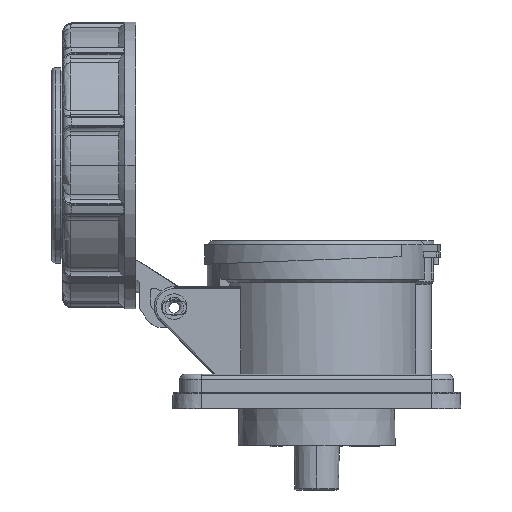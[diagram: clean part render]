
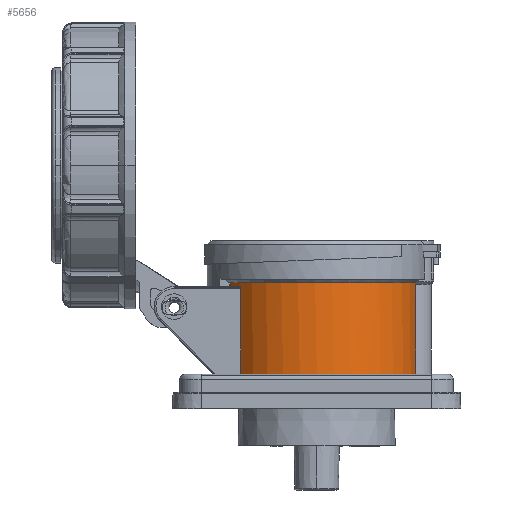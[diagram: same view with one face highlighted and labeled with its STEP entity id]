
A CAD part, left-side view. The second image highlights one B-rep face of the part: STEP entity #5656.
In plain terms, the highlighted cylindrical face has radius 27.65 mm (diameter 55.3 mm), a partial arc.
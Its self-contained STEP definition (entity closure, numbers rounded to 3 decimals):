
#527 = CARTESIAN_POINT ( 'NONE',  ( -18.197, 20.818, 3.608 ) ) ;
#902 = VERTEX_POINT ( 'NONE', #26986 ) ;
#1678 = CARTESIAN_POINT ( 'NONE',  ( -17.941, 21.039, 3.844 ) ) ;
#1801 = LINE ( 'NONE', #33738, #25704 ) ;
#2332 = AXIS2_PLACEMENT_3D ( 'NONE', #18336, #2437, #31366 ) ;
#2437 = DIRECTION ( 'NONE',  ( 0., 0., 1. ) ) ;
#2597 = B_SPLINE_CURVE_WITH_KNOTS ( 'NONE', 3,
 ( #11606, #20559, #17735, #6807, #11427, #14244, #8604, #27490, #22868, #1678, #19386, #14066, #15074, #33606 ),
 .UNSPECIFIED., .F., .F.,
 ( 4, 2, 2, 1, 1, 2, 2, 4 ),
 ( 0.462, 0.596, 0.664, 0.697, 0.714, 0.723, 0.731, 1. ),
 .UNSPECIFIED. ) ;
#2894 = ORIENTED_EDGE ( 'NONE', *, *, #4338, .F. ) ;
#3162 = CARTESIAN_POINT ( 'NONE',  ( -18.222, 20.796, 3.548 ) ) ;
#3258 = DIRECTION ( 'NONE',  ( 0., 0., -1. ) ) ;
#3703 = CARTESIAN_POINT ( 'NONE',  ( -18.104, 20.899, 3.736 ) ) ;
#3791 = LINE ( 'NONE', #11734, #11660 ) ;
#4338 = EDGE_CURVE ( 'NONE', #34349, #29063, #16991, .T. ) ;
#4364 = CARTESIAN_POINT ( 'NONE',  ( -14., 23.844, 4.882 ) ) ;
#4562 = DIRECTION ( 'NONE',  ( 0., 0., 1. ) ) ;
#5295 = ORIENTED_EDGE ( 'NONE', *, *, #19951, .T. ) ;
#5656 = ADVANCED_FACE ( 'NONE', ( #23951 ), #12832, .T. ) ;
#5657 = CARTESIAN_POINT ( 'NONE',  ( -18.115, 20.889, 3.724 ) ) ;
#6807 = CARTESIAN_POINT ( 'NONE',  ( -18.017, 20.974, 3.806 ) ) ;
#6833 = VERTEX_POINT ( 'NONE', #8922 ) ;
#7447 = LINE ( 'NONE', #15895, #17871 ) ;
#7524 = ORIENTED_EDGE ( 'NONE', *, *, #32057, .F. ) ;
#7709 = DIRECTION ( 'NONE',  ( 0., 1., 0. ) ) ;
#7759 = DIRECTION ( 'NONE',  ( 0., 1., 0. ) ) ;
#8099 = CARTESIAN_POINT ( 'NONE',  ( 0., 0., 4.882 ) ) ;
#8130 = CARTESIAN_POINT ( 'NONE',  ( -18.126, 20.88, 3.712 ) ) ;
#8604 = CARTESIAN_POINT ( 'NONE',  ( -17.966, 21.017, 3.833 ) ) ;
#8635 = CARTESIAN_POINT ( 'NONE',  ( -18.142, 20.866, 3.694 ) ) ;
#8810 = CARTESIAN_POINT ( 'NONE',  ( -18.108, 20.895, 3.731 ) ) ;
#8922 = CARTESIAN_POINT ( 'NONE',  ( -5.595, -27.078, -20.118 ) ) ;
#9276 = ORIENTED_EDGE ( 'NONE', *, *, #17927, .F. ) ;
#10392 = DIRECTION ( 'NONE',  ( 0., 0., 1. ) ) ;
#10482 = CARTESIAN_POINT ( 'NONE',  ( -5.665, -27.064, 4.546 ) ) ;
#10824 = CARTESIAN_POINT ( 'NONE',  ( -5.735, -27.049, 4.609 ) ) ;
#11058 = VERTEX_POINT ( 'NONE', #22798 ) ;
#11277 = AXIS2_PLACEMENT_3D ( 'NONE', #8099, #10392, #7759 ) ;
#11288 = CARTESIAN_POINT ( 'NONE',  ( -18.156, 20.854, 3.674 ) ) ;
#11390 = VERTEX_POINT ( 'NONE', #14792 ) ;
#11427 = CARTESIAN_POINT ( 'NONE',  ( -18.002, 20.987, 3.815 ) ) ;
#11606 = CARTESIAN_POINT ( 'NONE',  ( -18.104, 20.899, 3.736 ) ) ;
#11660 = VECTOR ( 'NONE', #3258, 1000. ) ;
#11734 = CARTESIAN_POINT ( 'NONE',  ( -14., 23.844, -8.021 ) ) ;
#11746 = EDGE_LOOP ( 'NONE', ( #19477, #34496, #13863, #2894, #21880, #5295, #7524, #19239, #9276 ) ) ;
#12587 = B_SPLINE_CURVE_WITH_KNOTS ( 'NONE', 3,
 ( #28844, #18621, #15599, #10824, #10482, #34473 ),
 .UNSPECIFIED., .F., .F.,
 ( 4, 2, 4 ),
 ( 1.405, 1.69, 1.951 ),
 .UNSPECIFIED. ) ;
#12832 = CYLINDRICAL_SURFACE ( 'NONE', #32696, 27.65 ) ;
#13479 = VERTEX_POINT ( 'NONE', #17423 ) ;
#13487 = VERTEX_POINT ( 'NONE', #4364 ) ;
#13863 = ORIENTED_EDGE ( 'NONE', *, *, #23489, .F. ) ;
#13932 = CARTESIAN_POINT ( 'NONE',  ( -18.212, 20.805, 3.574 ) ) ;
#14066 = CARTESIAN_POINT ( 'NONE',  ( -17.904, 21.071, 3.859 ) ) ;
#14244 = CARTESIAN_POINT ( 'NONE',  ( -17.979, 21.007, 3.827 ) ) ;
#14721 = EDGE_CURVE ( 'NONE', #13487, #24567, #3791, .T. ) ;
#14792 = CARTESIAN_POINT ( 'NONE',  ( -18.25, 20.772, -20.118 ) ) ;
#15074 = CARTESIAN_POINT ( 'NONE',  ( -17.842, 21.123, 3.882 ) ) ;
#15294 = DIRECTION ( 'NONE',  ( 0., 1., 0. ) ) ;
#15461 = CARTESIAN_POINT ( 'NONE',  ( 0., 0., -8.021 ) ) ;
#15599 = CARTESIAN_POINT ( 'NONE',  ( -5.88, -27.018, 4.743 ) ) ;
#15895 = CARTESIAN_POINT ( 'NONE',  ( -18.25, 20.772, -8.021 ) ) ;
#16991 = B_SPLINE_CURVE_WITH_KNOTS ( 'NONE', 3,
 ( #30144, #25049, #22419, #32971, #27339, #3162, #27688, #13932, #527, #24715, #11288, #8635, #8130, #5657, #8810, #19600 ),
 .UNSPECIFIED., .F., .F.,
 ( 4, 2, 1, 2, 2, 2, 1, 2, 4 ),
 ( 0., 0.115, 0.173, 0.202, 0.231, 0.346, 0.404, 0.433, 0.462 ),
 .UNSPECIFIED. ) ;
#17423 = CARTESIAN_POINT ( 'NONE',  ( -6.032, -26.984, 4.882 ) ) ;
#17735 = CARTESIAN_POINT ( 'NONE',  ( -18.058, 20.939, 3.777 ) ) ;
#17871 = VECTOR ( 'NONE', #26664, 1000. ) ;
#17927 = EDGE_CURVE ( 'NONE', #13487, #13479, #28760, .T. ) ;
#18336 = CARTESIAN_POINT ( 'NONE',  ( 0., 0., -20.118 ) ) ;
#18621 = CARTESIAN_POINT ( 'NONE',  ( -5.956, -27.001, 4.813 ) ) ;
#18774 = EDGE_CURVE ( 'NONE', #13479, #11058, #12587, .T. ) ;
#18921 = CARTESIAN_POINT ( 'NONE',  ( -18.25, 20.772, 3.382 ) ) ;
#19239 = ORIENTED_EDGE ( 'NONE', *, *, #18774, .F. ) ;
#19386 = CARTESIAN_POINT ( 'NONE',  ( -17.938, 21.042, 3.846 ) ) ;
#19477 = ORIENTED_EDGE ( 'NONE', *, *, #14721, .T. ) ;
#19600 = CARTESIAN_POINT ( 'NONE',  ( -18.104, 20.899, 3.736 ) ) ;
#19951 = EDGE_CURVE ( 'NONE', #11390, #6833, #32742, .T. ) ;
#20511 = DIRECTION ( 'NONE',  ( 0., 0., -1. ) ) ;
#20559 = CARTESIAN_POINT ( 'NONE',  ( -18.083, 20.918, 3.757 ) ) ;
#21880 = ORIENTED_EDGE ( 'NONE', *, *, #28085, .T. ) ;
#22419 = CARTESIAN_POINT ( 'NONE',  ( -18.247, 20.775, 3.449 ) ) ;
#22571 = CARTESIAN_POINT ( 'NONE',  ( -14., 23.844, 3.882 ) ) ;
#22798 = CARTESIAN_POINT ( 'NONE',  ( -5.595, -27.078, 4.482 ) ) ;
#22868 = CARTESIAN_POINT ( 'NONE',  ( -17.945, 21.035, 3.843 ) ) ;
#23489 = EDGE_CURVE ( 'NONE', #29063, #902, #2597, .T. ) ;
#23951 = FACE_OUTER_BOUND ( 'NONE', #11746, .T. ) ;
#24567 = VERTEX_POINT ( 'NONE', #22571 ) ;
#24665 = EDGE_CURVE ( 'NONE', #24567, #902, #30750, .T. ) ;
#24715 = CARTESIAN_POINT ( 'NONE',  ( -18.183, 20.831, 3.635 ) ) ;
#25049 = CARTESIAN_POINT ( 'NONE',  ( -18.25, 20.772, 3.416 ) ) ;
#25704 = VECTOR ( 'NONE', #20511, 1000. ) ;
#26664 = DIRECTION ( 'NONE',  ( 0., 0., -1. ) ) ;
#26986 = CARTESIAN_POINT ( 'NONE',  ( -17.75, 21.2, 3.882 ) ) ;
#27339 = CARTESIAN_POINT ( 'NONE',  ( -18.23, 20.789, 3.524 ) ) ;
#27490 = CARTESIAN_POINT ( 'NONE',  ( -17.952, 21.03, 3.84 ) ) ;
#27688 = CARTESIAN_POINT ( 'NONE',  ( -18.216, 20.802, 3.565 ) ) ;
#28085 = EDGE_CURVE ( 'NONE', #34349, #11390, #7447, .T. ) ;
#28728 = CARTESIAN_POINT ( 'NONE',  ( 0., 0., 3.882 ) ) ;
#28760 = CIRCLE ( 'NONE', #11277, 27.65 ) ;
#28844 = CARTESIAN_POINT ( 'NONE',  ( -6.032, -26.984, 4.882 ) ) ;
#29063 = VERTEX_POINT ( 'NONE', #3703 ) ;
#30144 = CARTESIAN_POINT ( 'NONE',  ( -18.25, 20.772, 3.382 ) ) ;
#30750 = CIRCLE ( 'NONE', #31323, 27.65 ) ;
#31323 = AXIS2_PLACEMENT_3D ( 'NONE', #28728, #4562, #15294 ) ;
#31366 = DIRECTION ( 'NONE',  ( -0.202, 0.979, 0. ) ) ;
#32057 = EDGE_CURVE ( 'NONE', #11058, #6833, #1801, .T. ) ;
#32696 = AXIS2_PLACEMENT_3D ( 'NONE', #15461, #34511, #7709 ) ;
#32742 = CIRCLE ( 'NONE', #2332, 27.65 ) ;
#32971 = CARTESIAN_POINT ( 'NONE',  ( -18.236, 20.784, 3.499 ) ) ;
#33606 = CARTESIAN_POINT ( 'NONE',  ( -17.75, 21.2, 3.882 ) ) ;
#33738 = CARTESIAN_POINT ( 'NONE',  ( -5.595, -27.078, -8.021 ) ) ;
#34349 = VERTEX_POINT ( 'NONE', #18921 ) ;
#34473 = CARTESIAN_POINT ( 'NONE',  ( -5.595, -27.078, 4.482 ) ) ;
#34496 = ORIENTED_EDGE ( 'NONE', *, *, #24665, .T. ) ;
#34511 = DIRECTION ( 'NONE',  ( 0., 0., 1. ) ) ;
